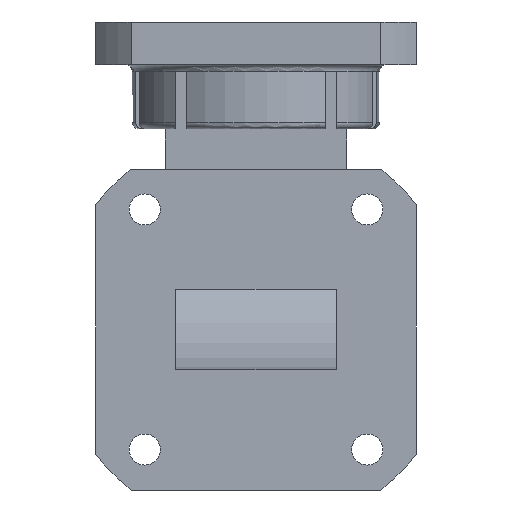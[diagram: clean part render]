
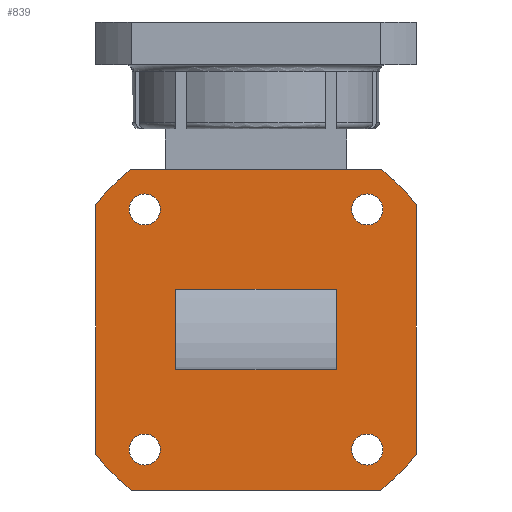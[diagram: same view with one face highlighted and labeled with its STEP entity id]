
A CAD part, front view. The second image highlights one B-rep face of the part: STEP entity #839.
In plain terms, the highlighted planar face has unit normal (0, -1, 0).
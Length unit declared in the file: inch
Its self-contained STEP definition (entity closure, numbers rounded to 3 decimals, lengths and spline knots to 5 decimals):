
#17 = DIRECTION ( 'NONE',  ( 1., 0., 0. ) ) ;
#73 = CARTESIAN_POINT ( 'NONE',  ( -0.75, -1.437, -2.0201 ) ) ;
#77 = CIRCLE ( 'NONE', #4341, 0.0725 ) ;
#91 = AXIS2_PLACEMENT_3D ( 'NONE', #1082, #2860, #3665 ) ;
#176 = VERTEX_POINT ( 'NONE', #4701 ) ;
#233 = EDGE_CURVE ( 'NONE', #4739, #2098, #831, .T. ) ;
#252 = CARTESIAN_POINT ( 'NONE',  ( -0.75, -1.437, -2.187 ) ) ;
#266 = VERTEX_POINT ( 'NONE', #73 ) ;
#280 = CARTESIAN_POINT ( 'NONE',  ( 0., -1.437, -1.437 ) ) ;
#289 = EDGE_LOOP ( 'NONE', ( #1185 ) ) ;
#305 = AXIS2_PLACEMENT_3D ( 'NONE', #3604, #2076, #3576 ) ;
#332 = VERTEX_POINT ( 'NONE', #2686 ) ;
#357 = CARTESIAN_POINT ( 'NONE',  ( -0.375, -1.437, -1.2495 ) ) ;
#360 = VERTEX_POINT ( 'NONE', #2336 ) ;
#447 = CARTESIAN_POINT ( 'NONE',  ( -0.5831, -1.437, -2.187 ) ) ;
#448 = EDGE_CURVE ( 'NONE', #1580, #4739, #4649, .T. ) ;
#520 = EDGE_CURVE ( 'NONE', #3699, #266, #655, .T. ) ;
#583 = DIRECTION ( 'NONE',  ( 0., 0., 1. ) ) ;
#630 = ORIENTED_EDGE ( 'NONE', *, *, #520, .F. ) ;
#655 = CIRCLE ( 'NONE', #4483, 0.95 ) ;
#657 = CIRCLE ( 'NONE', #91, 0.95 ) ;
#659 = PLANE ( 'NONE',  #1989 ) ;
#731 = CARTESIAN_POINT ( 'NONE',  ( 0.5831, -1.437, -2.187 ) ) ;
#816 = DIRECTION ( 'NONE',  ( 0., 0., 1. ) ) ;
#831 = LINE ( 'NONE', #3688, #2724 ) ;
#839 = ADVANCED_FACE ( 'NONE', ( #1003, #943, #2816, #3248, #1719, #2271 ), #659, .T. ) ;
#943 = FACE_OUTER_BOUND ( 'NONE', #2572, .T. ) ;
#956 = EDGE_LOOP ( 'NONE', ( #3023 ) ) ;
#990 = ORIENTED_EDGE ( 'NONE', *, *, #2742, .F. ) ;
#1003 = FACE_BOUND ( 'NONE', #2046, .T. ) ;
#1082 = CARTESIAN_POINT ( 'NONE',  ( 0., -1.437, -1.437 ) ) ;
#1128 = DIRECTION ( 'NONE',  ( 0., 0., -1. ) ) ;
#1146 = EDGE_CURVE ( 'NONE', #3249, #3249, #3364, .T. ) ;
#1180 = LINE ( 'NONE', #3491, #3151 ) ;
#1185 = ORIENTED_EDGE ( 'NONE', *, *, #1146, .F. ) ;
#1260 = CARTESIAN_POINT ( 'NONE',  ( -0.4475, -1.437, -1.998 ) ) ;
#1291 = LINE ( 'NONE', #252, #3550 ) ;
#1316 = DIRECTION ( 'NONE',  ( 0., 0., -1. ) ) ;
#1360 = VERTEX_POINT ( 'NONE', #731 ) ;
#1372 = DIRECTION ( 'NONE',  ( -1., 0., 0. ) ) ;
#1375 = DIRECTION ( 'NONE',  ( 1., 0., 0. ) ) ;
#1401 = DIRECTION ( 'NONE',  ( 0., 1., 0. ) ) ;
#1402 = VERTEX_POINT ( 'NONE', #1883 ) ;
#1409 = CIRCLE ( 'NONE', #3216, 0.95 ) ;
#1416 = CARTESIAN_POINT ( 'NONE',  ( -0.75, -1.437, -0.687 ) ) ;
#1506 = CARTESIAN_POINT ( 'NONE',  ( 0.5925, -1.437, -1.998 ) ) ;
#1513 = LINE ( 'NONE', #2870, #4367 ) ;
#1559 = CIRCLE ( 'NONE', #2286, 0.95 ) ;
#1580 = VERTEX_POINT ( 'NONE', #2460 ) ;
#1620 = DIRECTION ( 'NONE',  ( 0., -1., 0. ) ) ;
#1646 = CARTESIAN_POINT ( 'NONE',  ( -0.52, -1.437, -1.998 ) ) ;
#1710 = EDGE_CURVE ( 'NONE', #4259, #1580, #2760, .T. ) ;
#1719 = FACE_BOUND ( 'NONE', #3985, .T. ) ;
#1751 = CARTESIAN_POINT ( 'NONE',  ( 0.5925, -1.437, -0.876 ) ) ;
#1782 = VECTOR ( 'NONE', #583, 39.37008 ) ;
#1883 = CARTESIAN_POINT ( 'NONE',  ( -0.75, -1.437, -0.8539 ) ) ;
#1931 = CARTESIAN_POINT ( 'NONE',  ( 0.75, -1.437, -2.0201 ) ) ;
#1945 = LINE ( 'NONE', #1416, #4250 ) ;
#1957 = ORIENTED_EDGE ( 'NONE', *, *, #1710, .F. ) ;
#1989 = AXIS2_PLACEMENT_3D ( 'NONE', #280, #2776, #2440 ) ;
#2034 = DIRECTION ( 'NONE',  ( -1., 0., 0. ) ) ;
#2046 = EDGE_LOOP ( 'NONE', ( #3290, #3993, #1957, #4558 ) ) ;
#2076 = DIRECTION ( 'NONE',  ( 0., -1., 0. ) ) ;
#2098 = VERTEX_POINT ( 'NONE', #3350 ) ;
#2149 = CARTESIAN_POINT ( 'NONE',  ( 0.375, -1.437, -1.6245 ) ) ;
#2246 = VERTEX_POINT ( 'NONE', #1931 ) ;
#2263 = VECTOR ( 'NONE', #1316, 39.37008 ) ;
#2271 = FACE_BOUND ( 'NONE', #956, .T. ) ;
#2286 = AXIS2_PLACEMENT_3D ( 'NONE', #2481, #3227, #3633 ) ;
#2336 = CARTESIAN_POINT ( 'NONE',  ( 0.5831, -1.437, -0.687 ) ) ;
#2357 = DIRECTION ( 'NONE',  ( 1., 0., 0. ) ) ;
#2440 = DIRECTION ( 'NONE',  ( -1., 0., 0. ) ) ;
#2449 = AXIS2_PLACEMENT_3D ( 'NONE', #3753, #1620, #4191 ) ;
#2460 = CARTESIAN_POINT ( 'NONE',  ( -0.375, -1.437, -1.6245 ) ) ;
#2481 = CARTESIAN_POINT ( 'NONE',  ( 0., -1.437, -1.437 ) ) ;
#2492 = CARTESIAN_POINT ( 'NONE',  ( -0.4475, -1.437, -0.876 ) ) ;
#2516 = CARTESIAN_POINT ( 'NONE',  ( 0., -1.437, -1.437 ) ) ;
#2572 = EDGE_LOOP ( 'NONE', ( #3750, #4107, #630, #4507, #3217, #2887, #4383, #3226 ) ) ;
#2653 = DIRECTION ( 'NONE',  ( -1., 0., 0. ) ) ;
#2686 = CARTESIAN_POINT ( 'NONE',  ( -0.5831, -1.437, -0.687 ) ) ;
#2724 = VECTOR ( 'NONE', #816, 39.37008 ) ;
#2742 = EDGE_CURVE ( 'NONE', #3433, #3433, #3030, .T. ) ;
#2760 = LINE ( 'NONE', #4281, #2263 ) ;
#2776 = DIRECTION ( 'NONE',  ( 0., -1., 0. ) ) ;
#2803 = CARTESIAN_POINT ( 'NONE',  ( 0.52, -1.437, -1.998 ) ) ;
#2816 = FACE_BOUND ( 'NONE', #289, .T. ) ;
#2860 = DIRECTION ( 'NONE',  ( 0., 1., 0. ) ) ;
#2870 = CARTESIAN_POINT ( 'NONE',  ( -0.75, -1.437, -2.187 ) ) ;
#2887 = ORIENTED_EDGE ( 'NONE', *, *, #3349, .T. ) ;
#2929 = EDGE_CURVE ( 'NONE', #1402, #332, #1409, .T. ) ;
#3010 = VERTEX_POINT ( 'NONE', #1506 ) ;
#3023 = ORIENTED_EDGE ( 'NONE', *, *, #4439, .F. ) ;
#3030 = CIRCLE ( 'NONE', #305, 0.0725 ) ;
#3151 = VECTOR ( 'NONE', #2034, 39.37008 ) ;
#3182 = ORIENTED_EDGE ( 'NONE', *, *, #4122, .F. ) ;
#3186 = AXIS2_PLACEMENT_3D ( 'NONE', #2803, #3202, #17 ) ;
#3202 = DIRECTION ( 'NONE',  ( 0., -1., 0. ) ) ;
#3216 = AXIS2_PLACEMENT_3D ( 'NONE', #2516, #3405, #2653 ) ;
#3217 = ORIENTED_EDGE ( 'NONE', *, *, #4293, .F. ) ;
#3226 = ORIENTED_EDGE ( 'NONE', *, *, #4716, .T. ) ;
#3227 = DIRECTION ( 'NONE',  ( 0., -1., 0. ) ) ;
#3248 = FACE_BOUND ( 'NONE', #4468, .T. ) ;
#3249 = VERTEX_POINT ( 'NONE', #2492 ) ;
#3290 = ORIENTED_EDGE ( 'NONE', *, *, #233, .F. ) ;
#3349 = EDGE_CURVE ( 'NONE', #2246, #176, #4661, .T. ) ;
#3350 = CARTESIAN_POINT ( 'NONE',  ( 0.375, -1.437, -1.2495 ) ) ;
#3364 = CIRCLE ( 'NONE', #2449, 0.0725 ) ;
#3394 = EDGE_CURVE ( 'NONE', #2098, #4259, #1180, .T. ) ;
#3405 = DIRECTION ( 'NONE',  ( 0., 1., 0. ) ) ;
#3433 = VERTEX_POINT ( 'NONE', #1751 ) ;
#3491 = CARTESIAN_POINT ( 'NONE',  ( -0.375, -1.437, -1.2495 ) ) ;
#3497 = DIRECTION ( 'NONE',  ( 0., -1., 0. ) ) ;
#3550 = VECTOR ( 'NONE', #1375, 39.37008 ) ;
#3566 = EDGE_CURVE ( 'NONE', #1402, #266, #1513, .T. ) ;
#3576 = DIRECTION ( 'NONE',  ( 1., 0., 0. ) ) ;
#3604 = CARTESIAN_POINT ( 'NONE',  ( 0.52, -1.437, -0.876 ) ) ;
#3633 = DIRECTION ( 'NONE',  ( 1., 0., 0. ) ) ;
#3665 = DIRECTION ( 'NONE',  ( -1., 0., 0. ) ) ;
#3688 = CARTESIAN_POINT ( 'NONE',  ( 0.375, -1.437, -1.2495 ) ) ;
#3699 = VERTEX_POINT ( 'NONE', #447 ) ;
#3750 = ORIENTED_EDGE ( 'NONE', *, *, #2929, .F. ) ;
#3753 = CARTESIAN_POINT ( 'NONE',  ( -0.52, -1.437, -0.876 ) ) ;
#3924 = EDGE_CURVE ( 'NONE', #3699, #1360, #1291, .T. ) ;
#3976 = DIRECTION ( 'NONE',  ( -1., 0., 0. ) ) ;
#3985 = EDGE_LOOP ( 'NONE', ( #3182 ) ) ;
#3993 = ORIENTED_EDGE ( 'NONE', *, *, #448, .F. ) ;
#4048 = EDGE_CURVE ( 'NONE', #176, #360, #1559, .T. ) ;
#4107 = ORIENTED_EDGE ( 'NONE', *, *, #3566, .T. ) ;
#4122 = EDGE_CURVE ( 'NONE', #3010, #3010, #4704, .T. ) ;
#4191 = DIRECTION ( 'NONE',  ( 1., 0., 0. ) ) ;
#4201 = VECTOR ( 'NONE', #4323, 39.37008 ) ;
#4250 = VECTOR ( 'NONE', #3976, 39.37008 ) ;
#4259 = VERTEX_POINT ( 'NONE', #357 ) ;
#4274 = CARTESIAN_POINT ( 'NONE',  ( 0.75, -1.437, -2.187 ) ) ;
#4281 = CARTESIAN_POINT ( 'NONE',  ( -0.375, -1.437, -1.2495 ) ) ;
#4293 = EDGE_CURVE ( 'NONE', #2246, #1360, #657, .T. ) ;
#4323 = DIRECTION ( 'NONE',  ( 1., 0., 0. ) ) ;
#4336 = CARTESIAN_POINT ( 'NONE',  ( -0.375, -1.437, -1.6245 ) ) ;
#4341 = AXIS2_PLACEMENT_3D ( 'NONE', #1646, #3497, #2357 ) ;
#4367 = VECTOR ( 'NONE', #1128, 39.37008 ) ;
#4383 = ORIENTED_EDGE ( 'NONE', *, *, #4048, .T. ) ;
#4439 = EDGE_CURVE ( 'NONE', #4700, #4700, #77, .T. ) ;
#4468 = EDGE_LOOP ( 'NONE', ( #990 ) ) ;
#4483 = AXIS2_PLACEMENT_3D ( 'NONE', #4657, #1401, #1372 ) ;
#4507 = ORIENTED_EDGE ( 'NONE', *, *, #3924, .T. ) ;
#4558 = ORIENTED_EDGE ( 'NONE', *, *, #3394, .F. ) ;
#4649 = LINE ( 'NONE', #4336, #4201 ) ;
#4657 = CARTESIAN_POINT ( 'NONE',  ( 0., -1.437, -1.437 ) ) ;
#4661 = LINE ( 'NONE', #4274, #1782 ) ;
#4700 = VERTEX_POINT ( 'NONE', #1260 ) ;
#4701 = CARTESIAN_POINT ( 'NONE',  ( 0.75, -1.437, -0.8539 ) ) ;
#4704 = CIRCLE ( 'NONE', #3186, 0.0725 ) ;
#4716 = EDGE_CURVE ( 'NONE', #360, #332, #1945, .T. ) ;
#4739 = VERTEX_POINT ( 'NONE', #2149 ) ;
